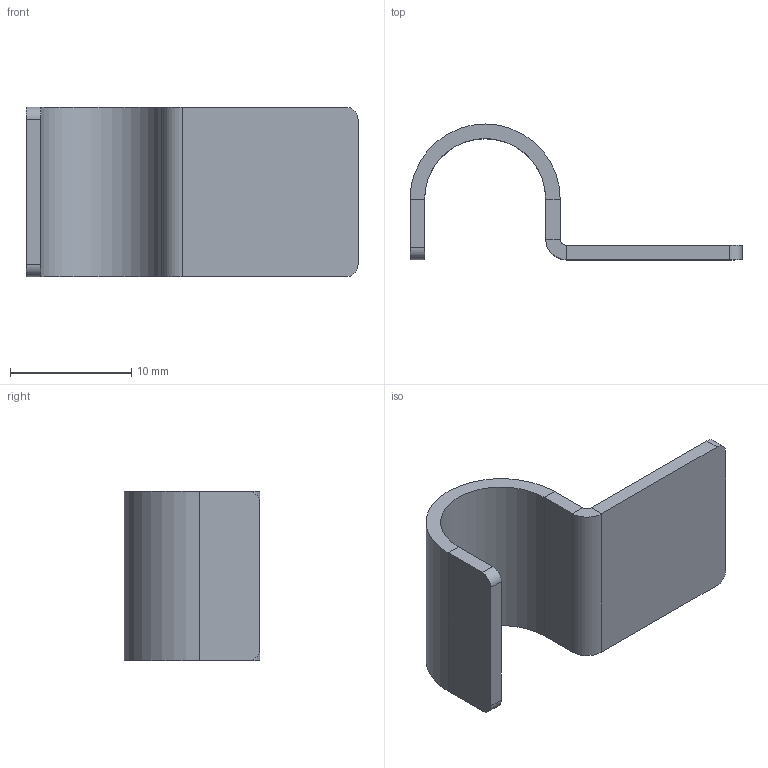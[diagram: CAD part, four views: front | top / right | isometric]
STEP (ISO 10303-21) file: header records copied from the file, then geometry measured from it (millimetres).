
FILE_DESCRIPTION(/* description */ (''),/* implementation_level */ '2;1');
FILE_NAME(/* name */ 'UDFB10.stp',/* time_stamp */ '2020-12-10T10:12:13+01:00',/* author */ ('stanislaw.luczak'),/* organization */ (''),/* preprocessor_version */ 'ST-DEVELOPER v18.1',/* originating_system */ 'Autodesk Inventor 2021',/* authorisation */ '');
FILE_SCHEMA (('AUTOMOTIVE_DESIGN { 1 0 10303 214 3 1 1 }'));
Length unit declared in the file: millimetre
Products named in the file (1): UDFB10
Bounding box: 27.4 x 11.2 x 14 mm (x, y, z)
Volume: 706.6 mm3; surface area: 1310.3 mm2
Topology: 1 solids, 1 shells, 26 faces, 56 edges, 32 vertices
Faces by surface type: plane 18, cylinder 8
Entity records: 729 total; most frequent: DIRECTION 126, CARTESIAN_POINT 115, ORIENTED_EDGE 112, EDGE_CURVE 56, AXIS2_PLACEMENT_3D 43, LINE 40, VECTOR 40, VERTEX_POINT 32
